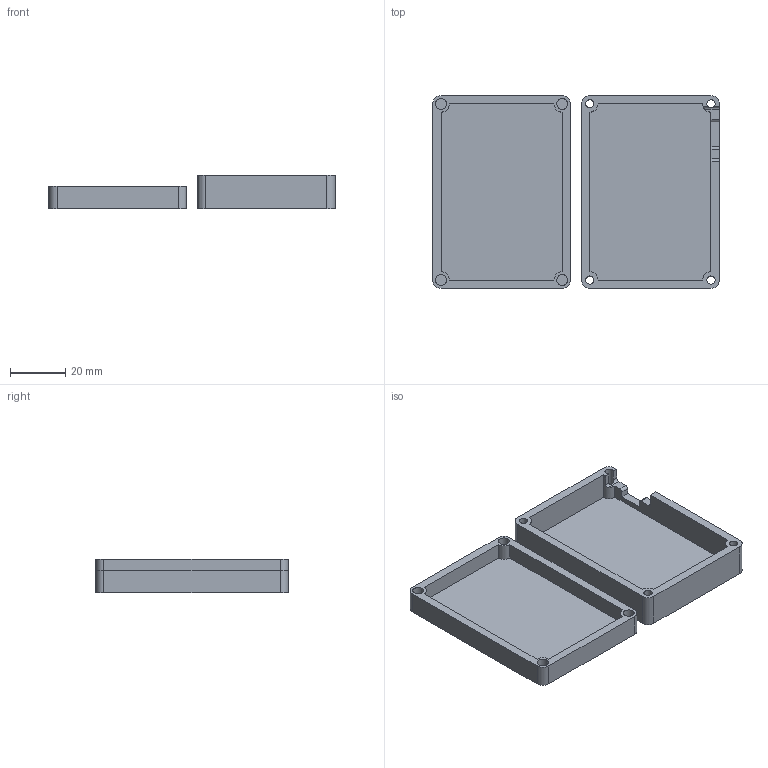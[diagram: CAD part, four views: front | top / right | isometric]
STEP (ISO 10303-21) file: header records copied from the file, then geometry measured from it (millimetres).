
FILE_DESCRIPTION(('HOOPS Exchange Step'),'2;1');
FILE_NAME('temp_export','2025-02-17T21:39:52+03:00',('sun'),('Shapr3D Limited'),'HOOPS Exchange 2024.8','Shapr3D','Authorized');
FILE_SCHEMA( ('AP242_MANAGED_MODEL_BASED_3D_ENGINEERING_MIM_LF {1 0 10303 442 1 1 4}') );
Length unit declared in the file: millimetre
Products named in the file (2): temp_import; root
Assembly tree (1 placements, depth 2):
  root
    temp_import
Bounding box: 104 x 70 x 12 mm (x, y, z)
Volume: 24117.8 mm3; surface area: 22616.7 mm2
Topology: 2 solids, 2 shells, 201 faces, 570 edges, 385 vertices
Faces by surface type: plane 173, cylinder 28
Full cylindrical faces by diameter (mm): 3 x4, 4 x4
Entity records: 6608 total; most frequent: CARTESIAN_POINT 1220, ORIENTED_EDGE 1140, DIRECTION 1050, EDGE_CURVE 570, VECTOR 496, LINE 496, VERTEX_POINT 385, AXIS2_PLACEMENT_3D 277
